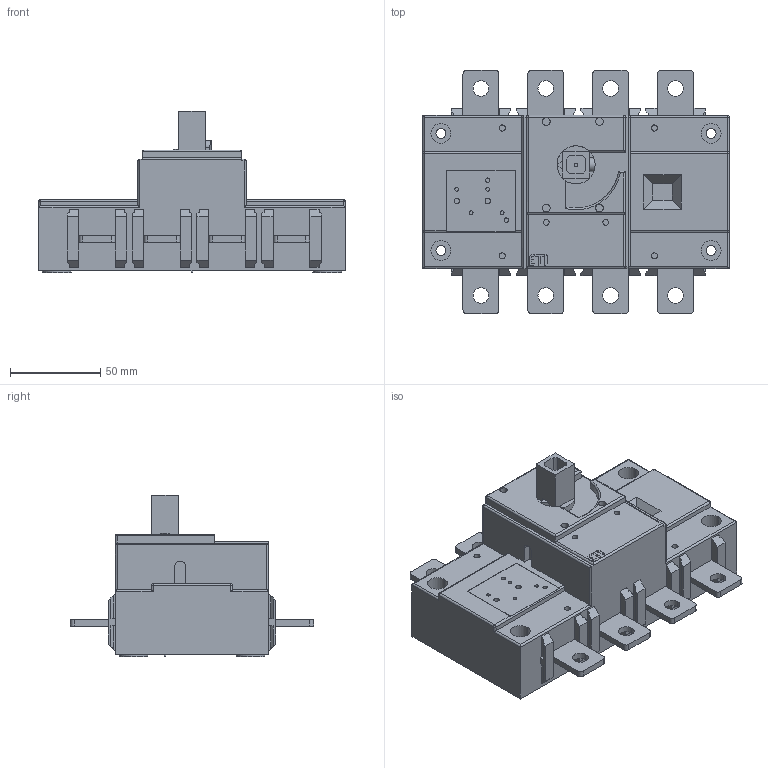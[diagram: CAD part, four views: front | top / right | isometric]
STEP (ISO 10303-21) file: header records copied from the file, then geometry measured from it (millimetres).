
FILE_DESCRIPTION((''),'2;1');
FILE_NAME('004661450_LBS_160_3P_ASM','2021-09-22T',('marketing.praksa'),('Audax d.o.o.'),'CREO PARAMETRIC BY PTC INC, 2017480','CREO PARAMETRIC BY PTC INC, 2017480','');
FILE_SCHEMA(('AUTOMOTIVE_DESIGN { 1 0 10303 214 1 1 1 1 }'));
Products named in the file (12): PRT9564_1_1_1; PRT9564_1_2_1; PRT9564_1_3_1; PRT9564_1_4_1; PRT9564_1_5_1; PRT9564_1_6_1; PRT9564_1_ASM_1_ASM; PRT7152_1_1; PRT9565_1_1; B2; PRT9562; 004661450_LBS_160_3P_ASM
Assembly tree (13 placements, depth 3):
  004661450_LBS_160_3P_ASM
    PRT9564_1_ASM_1_ASM
      PRT9564_1_1_1
      PRT9564_1_2_1
      PRT9564_1_3_1
      PRT9564_1_4_1
      PRT9564_1_5_1  x2
      PRT9564_1_6_1  x2
    PRT7152_1_1
    PRT9565_1_1
    B2
    PRT9562
Bounding box: 170 x 135 x 89.6 mm (x, y, z)
Volume: 697899.7 mm3; surface area: 83933.5 mm2
Topology: 14 solids, 14 shells, 555 faces, 1383 edges, 909 vertices
Faces by surface type: plane 339, cylinder 205, sphere 10, torus 1
Entity records: 24703 total; most frequent: CARTESIAN_POINT 2989, DIRECTION 2821, ORIENTED_EDGE 2664, PRESENTATION_STYLE_ASSIGNMENT 1879, STYLED_ITEM 1879, CURVE_STYLE 1332, EDGE_CURVE 1332, AXIS2_PLACEMENT_3D 946
